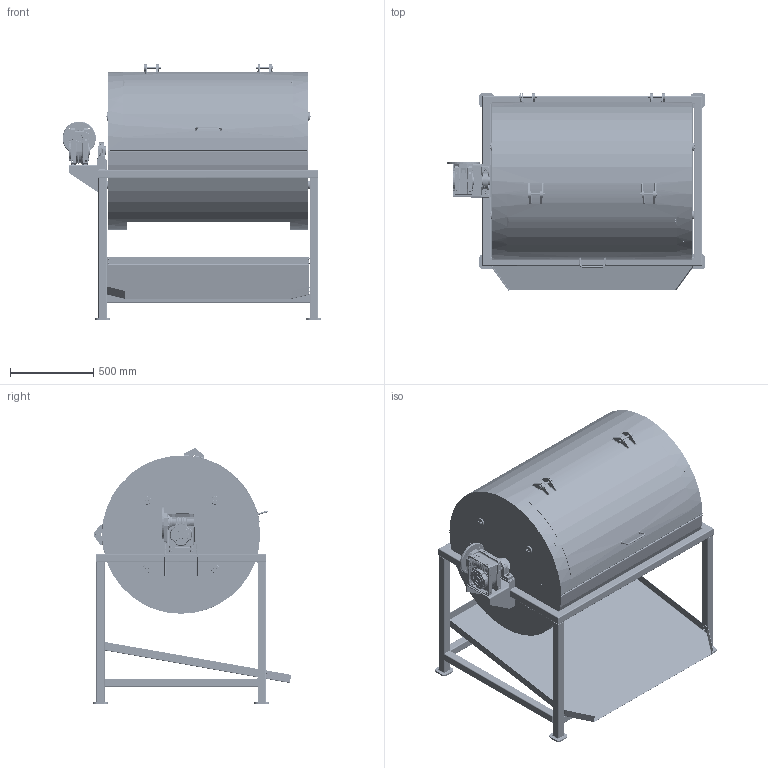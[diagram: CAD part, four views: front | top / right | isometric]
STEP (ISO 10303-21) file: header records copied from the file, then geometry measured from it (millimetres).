
FILE_DESCRIPTION(('FreeCAD Model'),'2;1');
FILE_NAME('Open CASCADE Shape Model','2025-05-09T09:05:08',('FreeCAD'),( 'FreeCAD'),'Open CASCADE STEP processor 7.6','FreeCAD','Unknown');
FILE_SCHEMA(('AUTOMOTIVE_DESIGN { 1 0 10303 214 1 1 1 1 }'));
Products named in the file (1): Open CASCADE STEP translator 7.6 1
Bounding box: 1555.1 x 1190.62 x 1533.38 mm (x, y, z)
Volume: 36334891.5 mm3; surface area: 18666649.9 mm2
Topology: 426 solids, 426 shells, 5289 faces, 12283 edges, 7866 vertices
Faces by surface type: plane 2867, cylinder 1382, cone 686, torus 204, bspline 109, sphere 38, revolution 3
Full cylindrical faces by diameter (mm): 1.7 x1, 2 x1, 2.6 x1, 3 x4, 3.4 x1, 4.917 x32, 5 x8, 5.4 x1, 6 x48, 6.4 x24, 6.5 x1, 6.75 x8, 7 x24, 7.188 x8, 8 x2, 8.376 x4, 10 x39, 10.106 x2, 10.5 x24, 11 x8, 12 x32, 13 x22, 16 x4, 18 x2, 20 x12, 24 x4, 35 x16, 40 x1, 44 x1, 50 x33
Entity records: 154710 total; most frequent: CARTESIAN_POINT 34911, DIRECTION 24865, ORIENTED_EDGE 24272, EDGE_CURVE 12136, AXIS2_PLACEMENT_3D 9348, VERTEX_POINT 7857, LINE 6166, VECTOR 6166
